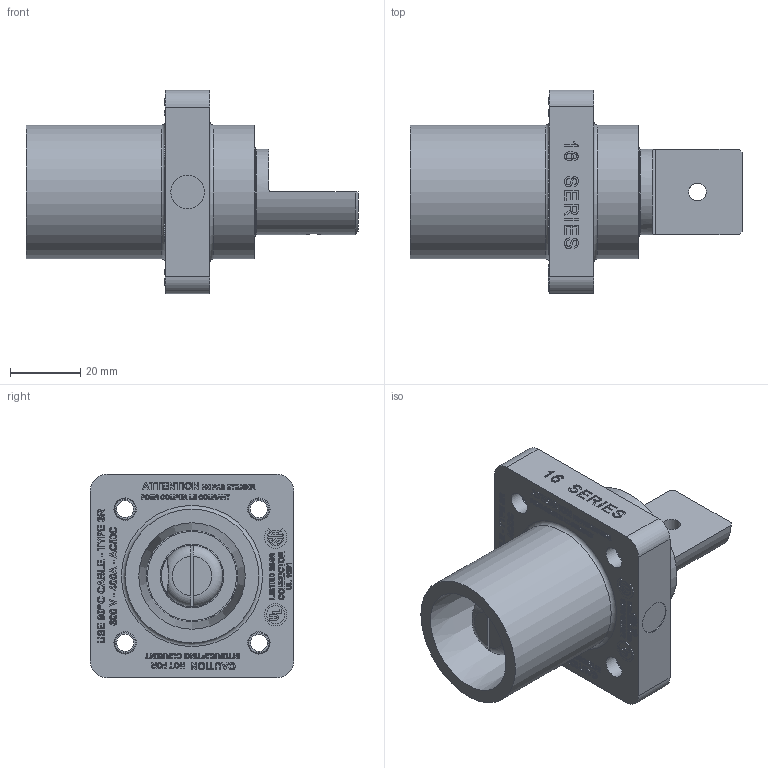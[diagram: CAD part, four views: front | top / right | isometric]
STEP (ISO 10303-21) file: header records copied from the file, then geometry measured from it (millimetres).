
FILE_DESCRIPTION (( 'STEP AP214' ), '1' );
FILE_NAME ('ORC5340-M01.STEP', '2024-10-03T13:33:04', ( '' ), ( '' ), 'SwSTEP 2.0', 'SolidWorks 2024', '' );
FILE_SCHEMA (( 'AUTOMOTIVE_DESIGN' ));
Length unit declared in the file: inch
Products named in the file (1): ORC5340-M01
Bounding box: 94.59 x 57.94 x 57.94 mm (x, y, z)
Volume: 105557.4 mm3; surface area: 39178.7 mm2
Topology: 8 solids, 8 shells, 2256 faces, 5863 edges, 3855 vertices
Faces by surface type: plane 1301, bspline 702, cylinder 159, cone 36, torus 34, sphere 24
Full cylindrical faces by diameter (mm): 0.508 x1, 1.016 x1, 1.905 x1, 3.969 x1, 4.826 x4, 5.105 x1, 5.174 x1, 6.248 x8, 6.325 x4, 6.35 x5, 6.579 x4, 7.874 x4, 8.038 x1, 8.128 x2, 9.525 x1, 11.125 x4, 17.386 x1, 24.384 x1, 25.4 x2, 38.1 x2
Entity records: 105711 total; most frequent: CARTESIAN_POINT 55395, ORIENTED_EDGE 11546, DIRECTION 7793, EDGE_CURVE 5773, VECTOR 3895, LINE 3895, VERTEX_POINT 3837, EDGE_LOOP 2588
